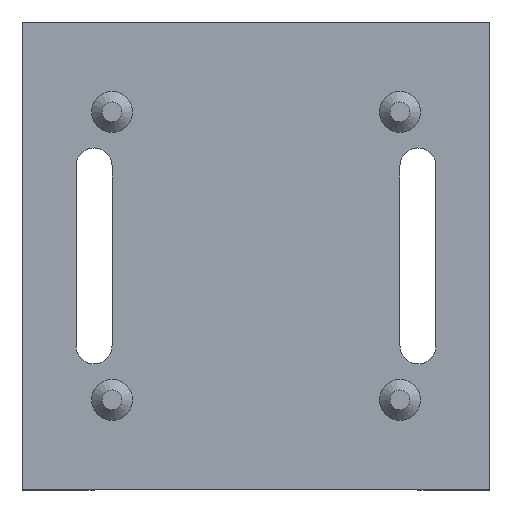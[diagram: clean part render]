
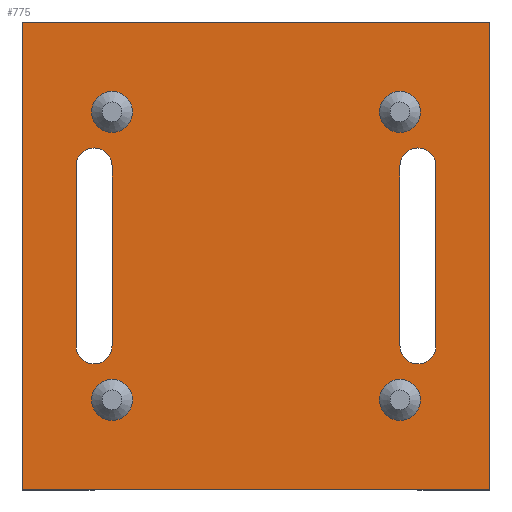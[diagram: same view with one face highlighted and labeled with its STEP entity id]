
A CAD part, top view. The second image highlights one B-rep face of the part: STEP entity #775.
In plain terms, the highlighted planar face has unit normal (0, 0, 1).
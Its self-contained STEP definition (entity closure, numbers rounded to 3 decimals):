
#19=FACE_BOUND('',#158,.T.);
#20=FACE_BOUND('',#159,.T.);
#21=FACE_BOUND('',#160,.T.);
#22=FACE_BOUND('',#161,.T.);
#23=FACE_BOUND('',#162,.T.);
#24=FACE_BOUND('',#163,.T.);
#49=PLANE('',#863);
#107=FACE_OUTER_BOUND('',#157,.T.);
#157=EDGE_LOOP('',(#665,#666,#667,#668));
#158=EDGE_LOOP('',(#669));
#159=EDGE_LOOP('',(#670));
#160=EDGE_LOOP('',(#671));
#161=EDGE_LOOP('',(#672));
#162=EDGE_LOOP('',(#673,#674,#675,#676));
#163=EDGE_LOOP('',(#677,#678,#679,#680));
#208=LINE('',#1209,#284);
#211=LINE('',#1215,#287);
#224=LINE('',#1253,#300);
#228=LINE('',#1263,#304);
#231=LINE('',#1271,#307);
#235=LINE('',#1283,#311);
#237=LINE('',#1293,#313);
#238=LINE('',#1294,#314);
#284=VECTOR('',#980,10.);
#287=VECTOR('',#985,10.);
#300=VECTOR('',#1024,10.);
#304=VECTOR('',#1036,10.);
#307=VECTOR('',#1041,10.);
#311=VECTOR('',#1053,10.);
#313=VECTOR('',#1071,10.);
#314=VECTOR('',#1072,10.);
#327=CIRCLE('',#801,1.45);
#330=CIRCLE('',#807,1.45);
#333=CIRCLE('',#813,1.45);
#336=CIRCLE('',#819,1.45);
#346=CIRCLE('',#845,1.27);
#348=CIRCLE('',#849,1.27);
#350=CIRCLE('',#854,1.27);
#352=CIRCLE('',#858,1.27);
#355=VERTEX_POINT('',#1105);
#358=VERTEX_POINT('',#1116);
#361=VERTEX_POINT('',#1127);
#364=VERTEX_POINT('',#1138);
#391=VERTEX_POINT('',#1206);
#392=VERTEX_POINT('',#1208);
#393=VERTEX_POINT('',#1212);
#394=VERTEX_POINT('',#1214);
#403=VERTEX_POINT('',#1244);
#404=VERTEX_POINT('',#1246);
#406=VERTEX_POINT('',#1252);
#408=VERTEX_POINT('',#1258);
#411=VERTEX_POINT('',#1268);
#412=VERTEX_POINT('',#1270);
#414=VERTEX_POINT('',#1276);
#416=VERTEX_POINT('',#1282);
#425=EDGE_CURVE('',#355,#355,#327,.T.);
#430=EDGE_CURVE('',#358,#358,#330,.T.);
#435=EDGE_CURVE('',#361,#361,#333,.T.);
#440=EDGE_CURVE('',#364,#364,#336,.T.);
#472=EDGE_CURVE('',#392,#391,#208,.T.);
#475=EDGE_CURVE('',#394,#393,#211,.T.);
#491=EDGE_CURVE('',#404,#403,#346,.T.);
#494=EDGE_CURVE('',#406,#404,#224,.T.);
#497=EDGE_CURVE('',#408,#406,#348,.T.);
#500=EDGE_CURVE('',#403,#408,#228,.T.);
#503=EDGE_CURVE('',#412,#411,#231,.T.);
#506=EDGE_CURVE('',#414,#412,#350,.T.);
#509=EDGE_CURVE('',#416,#414,#235,.T.);
#512=EDGE_CURVE('',#411,#416,#352,.T.);
#513=EDGE_CURVE('',#391,#394,#237,.T.);
#514=EDGE_CURVE('',#393,#392,#238,.T.);
#665=ORIENTED_EDGE('',*,*,#472,.T.);
#666=ORIENTED_EDGE('',*,*,#513,.T.);
#667=ORIENTED_EDGE('',*,*,#475,.T.);
#668=ORIENTED_EDGE('',*,*,#514,.T.);
#669=ORIENTED_EDGE('',*,*,#440,.T.);
#670=ORIENTED_EDGE('',*,*,#430,.T.);
#671=ORIENTED_EDGE('',*,*,#435,.T.);
#672=ORIENTED_EDGE('',*,*,#425,.T.);
#673=ORIENTED_EDGE('',*,*,#497,.T.);
#674=ORIENTED_EDGE('',*,*,#494,.T.);
#675=ORIENTED_EDGE('',*,*,#491,.T.);
#676=ORIENTED_EDGE('',*,*,#500,.T.);
#677=ORIENTED_EDGE('',*,*,#509,.T.);
#678=ORIENTED_EDGE('',*,*,#506,.T.);
#679=ORIENTED_EDGE('',*,*,#503,.T.);
#680=ORIENTED_EDGE('',*,*,#512,.T.);
#775=ADVANCED_FACE('',(#107,#19,#20,#21,#22,#23,#24),#49,.T.);
#801=AXIS2_PLACEMENT_3D('',#1107,#883,#884);
#807=AXIS2_PLACEMENT_3D('',#1118,#897,#898);
#813=AXIS2_PLACEMENT_3D('',#1129,#911,#912);
#819=AXIS2_PLACEMENT_3D('',#1140,#925,#926);
#845=AXIS2_PLACEMENT_3D('',#1247,#1018,#1019);
#849=AXIS2_PLACEMENT_3D('',#1259,#1030,#1031);
#854=AXIS2_PLACEMENT_3D('',#1277,#1047,#1048);
#858=AXIS2_PLACEMENT_3D('',#1287,#1059,#1060);
#863=AXIS2_PLACEMENT_3D('',#1292,#1069,#1070);
#883=DIRECTION('center_axis',(0.,0.,-1.));
#884=DIRECTION('ref_axis',(-1.,0.,0.));
#897=DIRECTION('center_axis',(0.,0.,-1.));
#898=DIRECTION('ref_axis',(-1.,0.,0.));
#911=DIRECTION('center_axis',(0.,0.,-1.));
#912=DIRECTION('ref_axis',(-1.,0.,0.));
#925=DIRECTION('center_axis',(0.,0.,-1.));
#926=DIRECTION('ref_axis',(-1.,0.,0.));
#980=DIRECTION('',(1.,0.,0.));
#985=DIRECTION('',(-1.,0.,0.));
#1018=DIRECTION('center_axis',(0.,0.,-1.));
#1019=DIRECTION('ref_axis',(-1.,0.,0.));
#1024=DIRECTION('',(0.,1.,0.));
#1030=DIRECTION('center_axis',(0.,0.,-1.));
#1031=DIRECTION('ref_axis',(-1.,0.,0.));
#1036=DIRECTION('',(0.,-1.,0.));
#1041=DIRECTION('',(0.,1.,0.));
#1047=DIRECTION('center_axis',(0.,0.,-1.));
#1048=DIRECTION('ref_axis',(-1.,0.,0.));
#1053=DIRECTION('',(0.,-1.,0.));
#1059=DIRECTION('center_axis',(0.,0.,-1.));
#1060=DIRECTION('ref_axis',(-1.,0.,0.));
#1069=DIRECTION('center_axis',(0.,0.,1.));
#1070=DIRECTION('ref_axis',(1.,0.,0.));
#1071=DIRECTION('',(0.,1.,0.));
#1072=DIRECTION('',(0.,-1.,0.));
#1105=CARTESIAN_POINT('',(7.8,6.35,9.1));
#1107=CARTESIAN_POINT('Origin',(6.35,6.35,9.1));
#1116=CARTESIAN_POINT('',(28.12,6.35,9.1));
#1118=CARTESIAN_POINT('Origin',(26.67,6.35,9.1));
#1127=CARTESIAN_POINT('',(7.8,26.67,9.1));
#1129=CARTESIAN_POINT('Origin',(6.35,26.67,9.1));
#1138=CARTESIAN_POINT('',(28.12,26.67,9.1));
#1140=CARTESIAN_POINT('Origin',(26.67,26.67,9.1));
#1206=CARTESIAN_POINT('',(33.02,0.,9.1));
#1208=CARTESIAN_POINT('',(0.,0.,9.1));
#1209=CARTESIAN_POINT('',(33.02,0.,9.1));
#1212=CARTESIAN_POINT('',(0.,33.02,9.1));
#1214=CARTESIAN_POINT('',(33.02,33.02,9.1));
#1215=CARTESIAN_POINT('',(0.,33.02,9.1));
#1244=CARTESIAN_POINT('',(29.21,22.86,9.1));
#1246=CARTESIAN_POINT('',(26.67,22.86,9.1));
#1247=CARTESIAN_POINT('Origin',(27.94,22.86,9.1));
#1252=CARTESIAN_POINT('',(26.67,10.16,9.1));
#1253=CARTESIAN_POINT('',(26.67,13.335,9.1));
#1258=CARTESIAN_POINT('',(29.21,10.16,9.1));
#1259=CARTESIAN_POINT('Origin',(27.94,10.16,9.1));
#1263=CARTESIAN_POINT('',(29.21,19.685,9.1));
#1268=CARTESIAN_POINT('',(3.81,22.86,9.1));
#1270=CARTESIAN_POINT('',(3.81,10.16,9.1));
#1271=CARTESIAN_POINT('',(3.81,13.335,9.1));
#1276=CARTESIAN_POINT('',(6.35,10.16,9.1));
#1277=CARTESIAN_POINT('Origin',(5.08,10.16,9.1));
#1282=CARTESIAN_POINT('',(6.35,22.86,9.1));
#1283=CARTESIAN_POINT('',(6.35,19.685,9.1));
#1287=CARTESIAN_POINT('Origin',(5.08,22.86,9.1));
#1292=CARTESIAN_POINT('Origin',(16.51,16.51,9.1));
#1293=CARTESIAN_POINT('',(33.02,33.02,9.1));
#1294=CARTESIAN_POINT('',(0.,0.,9.1));
